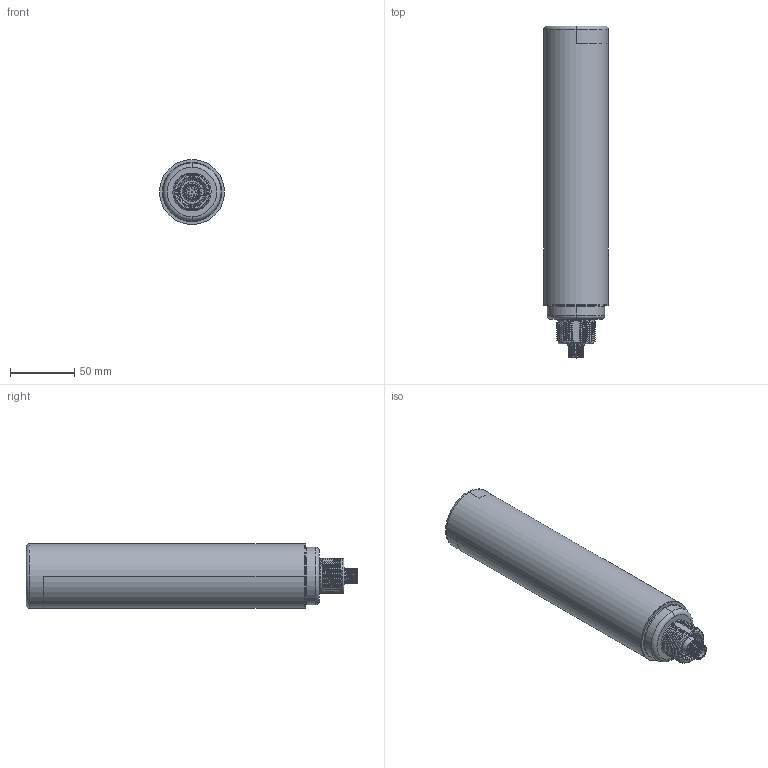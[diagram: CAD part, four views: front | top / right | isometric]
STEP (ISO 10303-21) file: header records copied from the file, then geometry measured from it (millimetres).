
FILE_DESCRIPTION((''),'2;1');
FILE_NAME('212922_SM01_ASM','2025-07-08T13:42:02',('banengservice'),('BANNER ENGINEERING'),'CREO PARAMETRIC BY PTC INC, 2022414','CREO PARAMETRIC BY PTC INC, 2022414','');
FILE_SCHEMA(('CONFIG_CONTROL_DESIGN'));
Length unit declared in the file: millimetre
Products named in the file (2): 212922_EP01; 212922_SM01_ASM
Assembly tree (1 placements, depth 2):
  212922_SM01_ASM
    212922_EP01
Bounding box: 50.5 x 258.46 x 50.5 mm (x, y, z)
Volume: 455396.7 mm3; surface area: 44088.7 mm2
Topology: 1 solids, 1 shells, 232 faces, 597 edges, 380 vertices
Faces by surface type: bspline 91, cylinder 84, torus 27, plane 22, cone 8
Entity records: 21594 total; most frequent: CARTESIAN_POINT 16518, ORIENTED_EDGE 1194, DIRECTION 810, EDGE_CURVE 597, VERTEX_POINT 380, AXIS2_PLACEMENT_3D 313, EDGE_LOOP 245, B_SPLINE_CURVE_WITH_KNOTS 244
